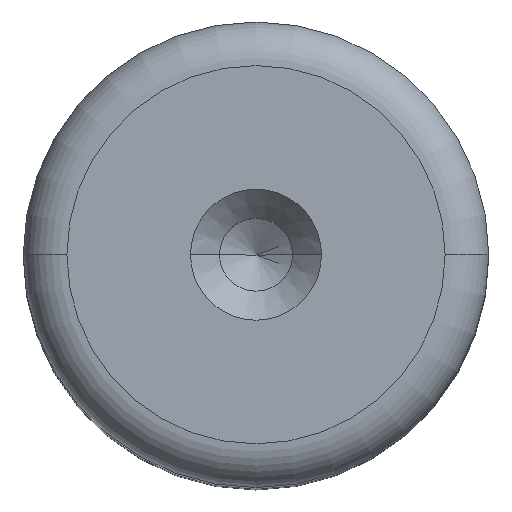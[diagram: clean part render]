
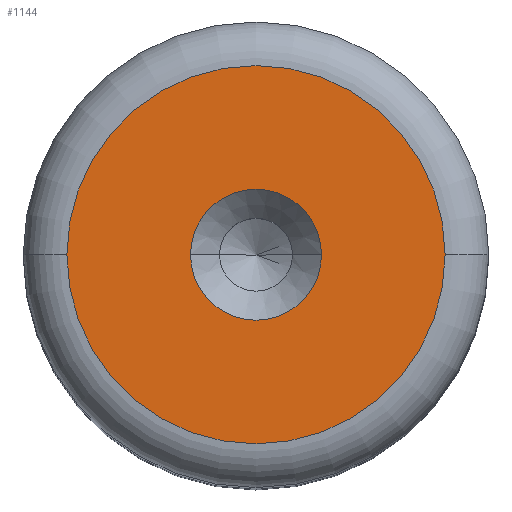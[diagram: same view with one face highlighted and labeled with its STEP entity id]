
A CAD part, top view. The second image highlights one B-rep face of the part: STEP entity #1144.
In plain terms, the highlighted planar face has unit normal (0, 0, 1).
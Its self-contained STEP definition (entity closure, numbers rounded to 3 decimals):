
#114 = DIRECTION ( 'NONE',  ( 0., 0., 1. ) ) ;
#124 = EDGE_CURVE ( 'NONE', #1384, #1093, #1194, .T. ) ;
#157 = CARTESIAN_POINT ( 'NONE',  ( -2.25, 0., 50. ) ) ;
#174 = FACE_BOUND ( 'NONE', #1326, .T. ) ;
#213 = EDGE_CURVE ( 'NONE', #1093, #1384, #470, .T. ) ;
#247 = CARTESIAN_POINT ( 'NONE',  ( 0., 0., 50. ) ) ;
#252 = DIRECTION ( 'NONE',  ( 0., 0., 1. ) ) ;
#269 = AXIS2_PLACEMENT_3D ( 'NONE', #886, #1142, #414 ) ;
#287 = DIRECTION ( 'NONE',  ( 1., 0., 0. ) ) ;
#292 = PLANE ( 'NONE',  #269 ) ;
#343 = DIRECTION ( 'NONE',  ( 1., 0., 0. ) ) ;
#414 = DIRECTION ( 'NONE',  ( 1., 0., 0. ) ) ;
#427 = FACE_OUTER_BOUND ( 'NONE', #919, .T. ) ;
#463 = EDGE_CURVE ( 'NONE', #617, #1515, #482, .T. ) ;
#470 = CIRCLE ( 'NONE', #1514, 2.25 ) ;
#474 = AXIS2_PLACEMENT_3D ( 'NONE', #845, #114, #343 ) ;
#482 = CIRCLE ( 'NONE', #474, 6.5 ) ;
#524 = ORIENTED_EDGE ( 'NONE', *, *, #124, .F. ) ;
#617 = VERTEX_POINT ( 'NONE', #1484 ) ;
#684 = DIRECTION ( 'NONE',  ( 0., 0., 1. ) ) ;
#826 = AXIS2_PLACEMENT_3D ( 'NONE', #1420, #684, #1542 ) ;
#845 = CARTESIAN_POINT ( 'NONE',  ( 0., 0., 50. ) ) ;
#886 = CARTESIAN_POINT ( 'NONE',  ( 0., 0., 50. ) ) ;
#919 = EDGE_LOOP ( 'NONE', ( #1033, #993 ) ) ;
#936 = AXIS2_PLACEMENT_3D ( 'NONE', #247, #252, #287 ) ;
#993 = ORIENTED_EDGE ( 'NONE', *, *, #463, .T. ) ;
#1033 = ORIENTED_EDGE ( 'NONE', *, *, #1327, .T. ) ;
#1060 = CARTESIAN_POINT ( 'NONE',  ( 2.25, 0., 50. ) ) ;
#1093 = VERTEX_POINT ( 'NONE', #157 ) ;
#1118 = ORIENTED_EDGE ( 'NONE', *, *, #213, .F. ) ;
#1142 = DIRECTION ( 'NONE',  ( 0., 0., 1. ) ) ;
#1144 = ADVANCED_FACE ( 'NONE', ( #174, #427 ), #292, .T. ) ;
#1183 = CARTESIAN_POINT ( 'NONE',  ( 6.5, 0., 50. ) ) ;
#1194 = CIRCLE ( 'NONE', #936, 2.25 ) ;
#1326 = EDGE_LOOP ( 'NONE', ( #524, #1118 ) ) ;
#1327 = EDGE_CURVE ( 'NONE', #1515, #617, #1331, .T. ) ;
#1331 = CIRCLE ( 'NONE', #826, 6.5 ) ;
#1384 = VERTEX_POINT ( 'NONE', #1060 ) ;
#1420 = CARTESIAN_POINT ( 'NONE',  ( 0., 0., 50. ) ) ;
#1475 = DIRECTION ( 'NONE',  ( 0., 0., 1. ) ) ;
#1484 = CARTESIAN_POINT ( 'NONE',  ( -6.5, 0., 50. ) ) ;
#1486 = DIRECTION ( 'NONE',  ( 1., 0., 0. ) ) ;
#1514 = AXIS2_PLACEMENT_3D ( 'NONE', #1588, #1475, #1486 ) ;
#1515 = VERTEX_POINT ( 'NONE', #1183 ) ;
#1542 = DIRECTION ( 'NONE',  ( 1., 0., 0. ) ) ;
#1588 = CARTESIAN_POINT ( 'NONE',  ( 0., 0., 50. ) ) ;
